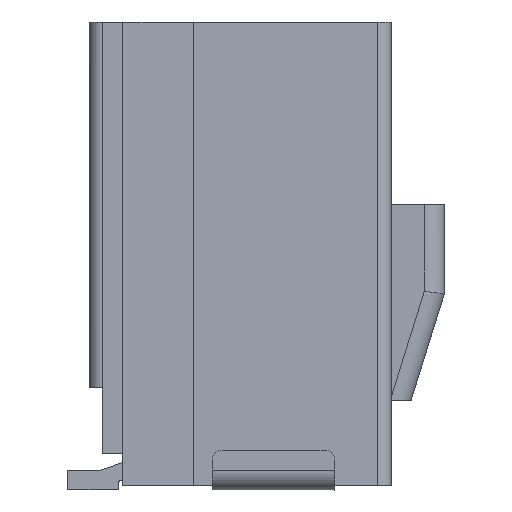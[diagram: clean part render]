
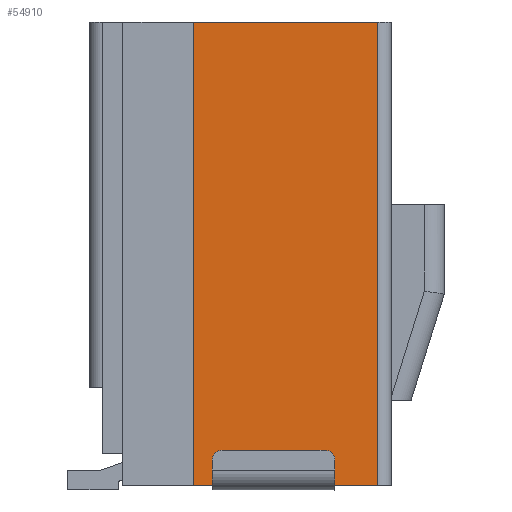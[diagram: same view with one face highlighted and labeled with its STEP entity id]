
A CAD part, front view. The second image highlights one B-rep face of the part: STEP entity #54910.
In plain terms, the highlighted planar face has unit normal (0, -1, 0).
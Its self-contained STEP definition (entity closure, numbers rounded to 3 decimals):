
#14460=CARTESIAN_POINT('',(-32.253,0.085,
130.765));
#14470=VERTEX_POINT('',#14460);
#14500=CARTESIAN_POINT('',(-34.264,0.085,
130.765));
#14510=DIRECTION('',(1.,0.,0.));
#14520=VECTOR('',#14510,1.);
#14530=LINE('',#14500,#14520);
#14540=CARTESIAN_POINT('',(-35.033,0.085,
130.765));
#14550=VERTEX_POINT('',#14540);
#14560=EDGE_CURVE('',#14550,#14470,#14530,.T.);
#25270=CARTESIAN_POINT('',(-35.033,0.085,
123.785));
#25280=VERTEX_POINT('',#25270);
#25330=CARTESIAN_POINT('',(-35.033,0.085,
127.215));
#25340=DIRECTION('',(0.,0.,1.));
#25350=VECTOR('',#25340,1.);
#25360=LINE('',#25330,#25350);
#25370=EDGE_CURVE('',#25280,#14550,#25360,.T.);
#54220=CARTESIAN_POINT('',(-32.053,0.085,
123.785));
#54230=DIRECTION('',(0.,1.,0.));
#54240=DIRECTION('',(-1.,0.,0.));
#54250=AXIS2_PLACEMENT_3D('',#54220,#54230,#54240);
#54260=PLANE('',#54250);
#54270=ORIENTED_EDGE('',*,*,#25370,.F.);
#54280=ORIENTED_EDGE('',*,*,#14560,.F.);
#54290=CARTESIAN_POINT('',(-32.253,0.085,
127.215));
#54300=DIRECTION('',(0.,0.,1.));
#54310=VECTOR('',#54300,1.);
#54320=LINE('',#54290,#54310);
#54330=CARTESIAN_POINT('',(-32.253,0.085,
123.785));
#54340=VERTEX_POINT('',#54330);
#54350=EDGE_CURVE('',#54340,#14470,#54320,.T.);
#54360=ORIENTED_EDGE('',*,*,#54350,.T.);
#54370=CARTESIAN_POINT('',(-32.053,0.085,
123.785));
#54380=DIRECTION('',(-1.,0.,0.));
#54390=VECTOR('',#54380,1.);
#54400=LINE('',#54370,#54390);
#54410=CARTESIAN_POINT('',(-32.898,0.085,
123.785));
#54420=VERTEX_POINT('',#54410);
#54430=EDGE_CURVE('',#54340,#54420,#54400,.T.);
#54440=ORIENTED_EDGE('',*,*,#54430,.F.);
#54450=CARTESIAN_POINT('',(-32.898,0.085,
127.215));
#54460=DIRECTION('',(0.,0.,-1.));
#54470=VECTOR('',#54460,1.);
#54480=LINE('',#54450,#54470);
#54490=CARTESIAN_POINT('',(-32.898,0.085,
124.165));
#54500=VERTEX_POINT('',#54490);
#54510=EDGE_CURVE('',#54500,#54420,#54480,.T.);
#54520=ORIENTED_EDGE('',*,*,#54510,.T.);
#54530=CARTESIAN_POINT('',(-33.048,0.085,
124.165));
#54540=DIRECTION('',(0.,-1.,0.));
#54550=DIRECTION('',(-1.,0.,0.));
#54560=AXIS2_PLACEMENT_3D('',#54530,#54540,#54550);
#54570=CIRCLE('',#54560,0.15);
#54580=CARTESIAN_POINT('',(-33.048,0.085,
124.315));
#54590=VERTEX_POINT('',#54580);
#54600=EDGE_CURVE('',#54500,#54590,#54570,.T.);
#54610=ORIENTED_EDGE('',*,*,#54600,.F.);
#54620=CARTESIAN_POINT('',(-34.264,0.085,
124.315));
#54630=DIRECTION('',(-1.,0.,0.));
#54640=VECTOR('',#54630,1.);
#54650=LINE('',#54620,#54640);
#54660=CARTESIAN_POINT('',(-34.598,0.085,
124.315));
#54670=VERTEX_POINT('',#54660);
#54680=EDGE_CURVE('',#54590,#54670,#54650,.T.);
#54690=ORIENTED_EDGE('',*,*,#54680,.F.);
#54700=CARTESIAN_POINT('',(-34.598,0.085,
124.165));
#54710=DIRECTION('',(0.,1.,0.));
#54720=DIRECTION('',(1.,0.,0.));
#54730=AXIS2_PLACEMENT_3D('',#54700,#54710,#54720);
#54740=CIRCLE('',#54730,0.15);
#54750=CARTESIAN_POINT('',(-34.748,0.085,
124.165));
#54760=VERTEX_POINT('',#54750);
#54770=EDGE_CURVE('',#54760,#54670,#54740,.T.);
#54780=ORIENTED_EDGE('',*,*,#54770,.T.);
#54790=CARTESIAN_POINT('',(-34.748,0.085,
127.215));
#54800=DIRECTION('',(0.,0.,1.));
#54810=VECTOR('',#54800,1.);
#54820=LINE('',#54790,#54810);
#54830=CARTESIAN_POINT('',(-34.748,0.085,
123.785));
#54840=VERTEX_POINT('',#54830);
#54850=EDGE_CURVE('',#54840,#54760,#54820,.T.);
#54860=ORIENTED_EDGE('',*,*,#54850,.T.);
#54870=EDGE_CURVE('',#54840,#25280,#54400,.T.);
#54880=ORIENTED_EDGE('',*,*,#54870,.F.);
#54890=EDGE_LOOP('',(#54880,#54860,#54780,#54690,#54610,#54520,#54440,
#54360,#54280,#54270));
#54900=FACE_OUTER_BOUND('',#54890,.T.);
#54910=ADVANCED_FACE('',(#54900),#54260,.F.);
